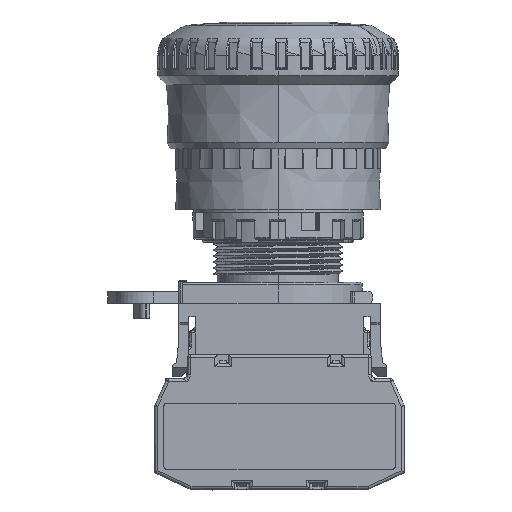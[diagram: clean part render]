
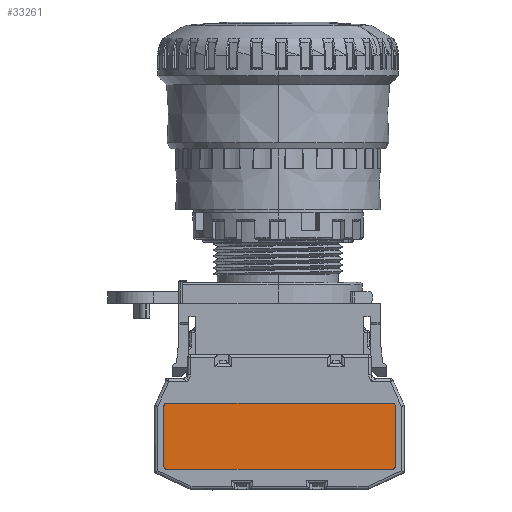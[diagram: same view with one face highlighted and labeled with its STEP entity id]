
A CAD part, left-side view. The second image highlights one B-rep face of the part: STEP entity #33261.
In plain terms, the highlighted planar face has unit normal (-1, 0, 0).
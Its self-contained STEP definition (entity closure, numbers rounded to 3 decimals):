
#4002 = CARTESIAN_POINT ( 'NONE',  ( -74.649, -18.889, 19.558 ) ) ;
#5475 = VERTEX_POINT ( 'NONE', #231720 ) ;
#13201 = ORIENTED_EDGE ( 'NONE', *, *, #15837, .F. ) ;
#15043 = VERTEX_POINT ( 'NONE', #253095 ) ;
#15837 = EDGE_CURVE ( 'NONE', #179368, #51286, #83059, .T. ) ;
#17865 = DIRECTION ( 'NONE',  ( 0., 0., 1. ) ) ;
#22827 = EDGE_CURVE ( 'NONE', #5475, #15043, #137880, .T. ) ;
#26453 = DIRECTION ( 'NONE',  ( 0., 0., 1. ) ) ;
#32016 = CARTESIAN_POINT ( 'NONE',  ( -74.649, -18.389, 19.558 ) ) ;
#33261 = ADVANCED_FACE ( 'NONE', ( #228159 ), #148260, .F. ) ;
#37417 = AXIS2_PLACEMENT_3D ( 'NONE', #128423, #148287, #86861 ) ;
#42707 = DIRECTION ( 'NONE',  ( 1., 0., 0. ) ) ;
#42930 = CARTESIAN_POINT ( 'NONE',  ( -74.649, 19.111, 30.558 ) ) ;
#46862 = CARTESIAN_POINT ( 'NONE',  ( -74.649, 19.611, 20.058 ) ) ;
#47180 = CARTESIAN_POINT ( 'NONE',  ( -74.649, 19.111, 20.058 ) ) ;
#51286 = VERTEX_POINT ( 'NONE', #149326 ) ;
#53025 = DIRECTION ( 'NONE',  ( 1., 0., 0. ) ) ;
#57392 = VECTOR ( 'NONE', #252570, 1000. ) ;
#80792 = CIRCLE ( 'NONE', #37417, 0.5 ) ;
#83059 = LINE ( 'NONE', #254369, #57392 ) ;
#86861 = DIRECTION ( 'NONE',  ( 0., 0., 1. ) ) ;
#87722 = EDGE_LOOP ( 'NONE', ( #188683, #13201, #243974, #256865, #200033, #180554, #254711, #145864 ) ) ;
#91788 = DIRECTION ( 'NONE',  ( 0., 0., 1. ) ) ;
#94245 = VECTOR ( 'NONE', #160077, 1000. ) ;
#95865 = CARTESIAN_POINT ( 'NONE',  ( -74.649, 19.611, 30.058 ) ) ;
#97121 = LINE ( 'NONE', #223588, #103651 ) ;
#103651 = VECTOR ( 'NONE', #17865, 1000. ) ;
#107038 = EDGE_CURVE ( 'NONE', #194931, #111567, #97121, .T. ) ;
#111567 = VERTEX_POINT ( 'NONE', #95865 ) ;
#121620 = CARTESIAN_POINT ( 'NONE',  ( -74.649, -18.889, 19.558 ) ) ;
#125756 = CARTESIAN_POINT ( 'NONE',  ( -74.649, -18.389, 30.558 ) ) ;
#128423 = CARTESIAN_POINT ( 'NONE',  ( -74.649, -18.389, 30.058 ) ) ;
#137880 = LINE ( 'NONE', #121620, #166884 ) ;
#141413 = AXIS2_PLACEMENT_3D ( 'NONE', #4002, #42707, #168085 ) ;
#145864 = ORIENTED_EDGE ( 'NONE', *, *, #107038, .F. ) ;
#148260 = PLANE ( 'NONE',  #141413 ) ;
#148287 = DIRECTION ( 'NONE',  ( 1., 0., 0. ) ) ;
#148590 = CIRCLE ( 'NONE', #180097, 0.5 ) ;
#149326 = CARTESIAN_POINT ( 'NONE',  ( -74.649, 19.111, 19.558 ) ) ;
#160077 = DIRECTION ( 'NONE',  ( 0., -1., 0. ) ) ;
#166884 = VECTOR ( 'NONE', #222745, 1000. ) ;
#168085 = DIRECTION ( 'NONE',  ( 0., 0., 1. ) ) ;
#176164 = EDGE_CURVE ( 'NONE', #51286, #194931, #199893, .T. ) ;
#178962 = CARTESIAN_POINT ( 'NONE',  ( -74.649, -18.889, 30.558 ) ) ;
#179368 = VERTEX_POINT ( 'NONE', #32016 ) ;
#180097 = AXIS2_PLACEMENT_3D ( 'NONE', #237983, #53025, #91788 ) ;
#180554 = ORIENTED_EDGE ( 'NONE', *, *, #249747, .F. ) ;
#183142 = VERTEX_POINT ( 'NONE', #125756 ) ;
#184363 = CARTESIAN_POINT ( 'NONE',  ( -74.649, 19.111, 30.058 ) ) ;
#188683 = ORIENTED_EDGE ( 'NONE', *, *, #176164, .F. ) ;
#189764 = DIRECTION ( 'NONE',  ( 1., 0., 0. ) ) ;
#192278 = EDGE_CURVE ( 'NONE', #15043, #179368, #148590, .T. ) ;
#194931 = VERTEX_POINT ( 'NONE', #46862 ) ;
#199893 = CIRCLE ( 'NONE', #254444, 0.5 ) ;
#200033 = ORIENTED_EDGE ( 'NONE', *, *, #218187, .F. ) ;
#212495 = CIRCLE ( 'NONE', #226610, 0.5 ) ;
#218187 = EDGE_CURVE ( 'NONE', #183142, #5475, #80792, .T. ) ;
#222084 = EDGE_CURVE ( 'NONE', #111567, #262304, #212495, .T. ) ;
#222745 = DIRECTION ( 'NONE',  ( 0., 0., -1. ) ) ;
#223588 = CARTESIAN_POINT ( 'NONE',  ( -74.649, 19.611, 19.558 ) ) ;
#226610 = AXIS2_PLACEMENT_3D ( 'NONE', #184363, #243979, #226876 ) ;
#226876 = DIRECTION ( 'NONE',  ( 0., 0., 1. ) ) ;
#228159 = FACE_OUTER_BOUND ( 'NONE', #87722, .T. ) ;
#230341 = LINE ( 'NONE', #178962, #94245 ) ;
#231720 = CARTESIAN_POINT ( 'NONE',  ( -74.649, -18.889, 30.058 ) ) ;
#237983 = CARTESIAN_POINT ( 'NONE',  ( -74.649, -18.389, 20.058 ) ) ;
#243974 = ORIENTED_EDGE ( 'NONE', *, *, #192278, .F. ) ;
#243979 = DIRECTION ( 'NONE',  ( 1., 0., 0. ) ) ;
#249747 = EDGE_CURVE ( 'NONE', #262304, #183142, #230341, .T. ) ;
#252570 = DIRECTION ( 'NONE',  ( 0., 1., 0. ) ) ;
#253095 = CARTESIAN_POINT ( 'NONE',  ( -74.649, -18.889, 20.058 ) ) ;
#254369 = CARTESIAN_POINT ( 'NONE',  ( -74.649, -18.889, 19.558 ) ) ;
#254444 = AXIS2_PLACEMENT_3D ( 'NONE', #47180, #189764, #26453 ) ;
#254711 = ORIENTED_EDGE ( 'NONE', *, *, #222084, .F. ) ;
#256865 = ORIENTED_EDGE ( 'NONE', *, *, #22827, .F. ) ;
#262304 = VERTEX_POINT ( 'NONE', #42930 ) ;
